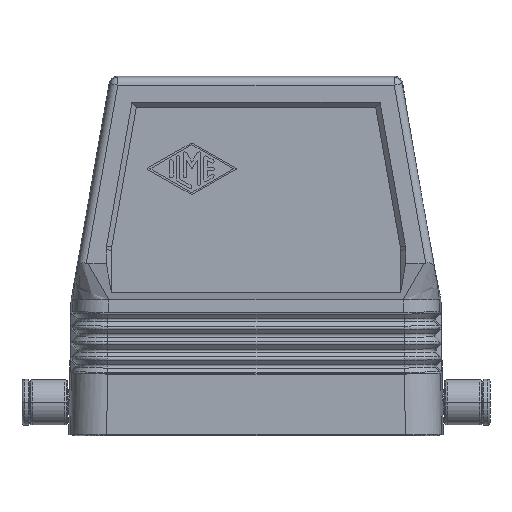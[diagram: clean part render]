
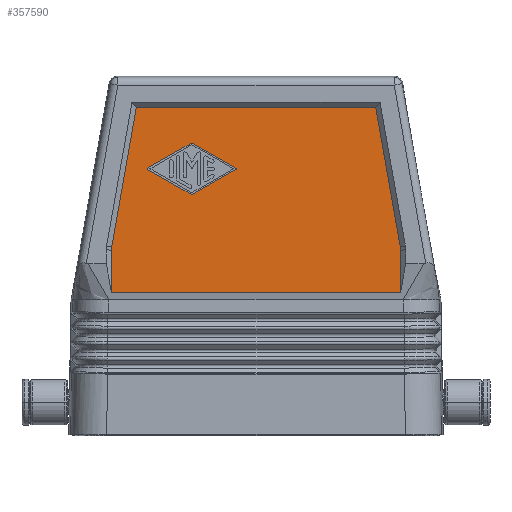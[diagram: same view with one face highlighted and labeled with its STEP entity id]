
A CAD part, left-side view. The second image highlights one B-rep face of the part: STEP entity #357590.
In plain terms, the highlighted planar face has unit normal (-1, 0, 0).
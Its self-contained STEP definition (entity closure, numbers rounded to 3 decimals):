
#174730=CARTESIAN_POINT('',(74.12,-0.695,
36.859));
#174740=VERTEX_POINT('',#174730);
#174920=CARTESIAN_POINT('',(74.12,-0.759,
36.123));
#174930=VERTEX_POINT('',#174920);
#174960=CARTESIAN_POINT('',(74.12,7.729,
35.752));
#174970=DIRECTION('',(1.,0.,0.));
#174980=DIRECTION('',(0.,0.996,-0.087));
#174990=AXIS2_PLACEMENT_3D('',#174960,#174970,#174980);
#175000=ELLIPSE('',#174990,8.504,6.002);
#175010=EDGE_CURVE('',#174740,#174930,#175000,.T.);
#203840=CARTESIAN_POINT('',(74.12,-0.759,
27.871));
#203850=VERTEX_POINT('',#203840);
#203880=CARTESIAN_POINT('',(74.12,-0.759,
34.229));
#203890=DIRECTION('',(0.,0.,1.));
#203900=VECTOR('',#203890,1.);
#203910=LINE('',#203880,#203900);
#203920=EDGE_CURVE('',#203850,#174930,#203910,.T.);
#265830=CARTESIAN_POINT('',(74.12,-1.158,
34.229));
#265840=DIRECTION('',(0.,0.174,0.985));
#265850=VECTOR('',#265840,1.);
#265860=LINE('',#265830,#265850);
#265870=CARTESIAN_POINT('',(74.12,4.087,
64.));
#265880=VERTEX_POINT('',#265870);
#265890=EDGE_CURVE('',#174740,#265880,#265860,.T.);
#267660=CARTESIAN_POINT('',(74.12,55.579,
36.129));
#267670=VERTEX_POINT('',#267660);
#267850=CARTESIAN_POINT('',(74.12,55.515,
36.865));
#267860=VERTEX_POINT('',#267850);
#267890=CARTESIAN_POINT('',(74.12,47.091,
35.758));
#267900=DIRECTION('',(1.,0.,0.));
#267910=DIRECTION('',(0.,0.996,0.087));
#267920=AXIS2_PLACEMENT_3D('',#267890,#267900,#267910);
#267930=ELLIPSE('',#267920,8.504,6.002);
#267940=EDGE_CURVE('',#267670,#267860,#267930,.T.);
#355070=CARTESIAN_POINT('',(74.12,25.163,
64.));
#355080=DIRECTION('',(0.,1.,0.));
#355090=VECTOR('',#355080,1.);
#355100=LINE('',#355070,#355090);
#355110=CARTESIAN_POINT('',(74.12,50.734,
64.));
#355120=VERTEX_POINT('',#355110);
#355130=EDGE_CURVE('',#265880,#355120,#355100,.T.);
#355430=CARTESIAN_POINT('',(74.12,55.979,
34.229));
#355440=DIRECTION('',(0.,-0.174,0.985));
#355450=VECTOR('',#355440,1.);
#355460=LINE('',#355430,#355450);
#355470=EDGE_CURVE('',#267860,#355120,#355460,.T.);
#356360=CARTESIAN_POINT('',(74.12,55.579,
34.229));
#356370=DIRECTION('',(0.,-0.,1.));
#356380=VECTOR('',#356370,1.);
#356390=LINE('',#356360,#356380);
#356400=CARTESIAN_POINT('',(74.12,55.579,
27.871));
#356410=VERTEX_POINT('',#356400);
#356420=EDGE_CURVE('',#356410,#267670,#356390,.T.);
#356690=CARTESIAN_POINT('',(74.12,54.827,
50.993));
#356700=DIRECTION('',(1.,0.,0.));
#356710=DIRECTION('',(0.,1.,0.));
#356720=AXIS2_PLACEMENT_3D('',#356690,#356700,#356710);
#356730=PLANE('',#356720);
#356740=ORIENTED_EDGE('',*,*,#356420,.F.);
#356750=ORIENTED_EDGE('',*,*,#267940,.F.);
#356760=ORIENTED_EDGE('',*,*,#355470,.F.);
#356770=ORIENTED_EDGE('',*,*,#355130,.T.);
#356780=ORIENTED_EDGE('',*,*,#265890,.T.);
#356790=ORIENTED_EDGE('',*,*,#175010,.F.);
#356800=ORIENTED_EDGE('',*,*,#203920,.T.);
#356810=CARTESIAN_POINT('',(74.12,25.163,
27.871));
#356820=DIRECTION('',(0.,1.,0.));
#356830=VECTOR('',#356820,1.);
#356840=LINE('',#356810,#356830);
#356850=EDGE_CURVE('',#203850,#356410,#356840,.T.);
#356860=ORIENTED_EDGE('',*,*,#356850,.F.);
#356870=EDGE_LOOP('',(#356860,#356800,#356790,#356780,#356770,#356760,
#356750,#356740));
#356880=FACE_OUTER_BOUND('',#356870,.T.);
#356890=CARTESIAN_POINT('',(74.12,25.163,
38.523));
#356900=DIRECTION('',(0.,-0.868,-0.496));
#356910=VECTOR('',#356900,1.);
#356920=LINE('',#356890,#356910);
#356930=CARTESIAN_POINT('',(74.12,48.487,
51.855));
#356940=VERTEX_POINT('',#356930);
#356950=CARTESIAN_POINT('',(74.12,40.071,
47.044));
#356960=VERTEX_POINT('',#356950);
#356970=EDGE_CURVE('',#356940,#356960,#356920,.T.);
#356980=ORIENTED_EDGE('',*,*,#356970,.F.);
#356990=CARTESIAN_POINT('',(74.12,39.906,47.334));
#357000=DIRECTION('',(-1.,0.,0.));
#357010=DIRECTION('',(0.,-1.,0.));
#357020=AXIS2_PLACEMENT_3D('',#356990,#357000,#357010);
#357030=CIRCLE('',#357020,0.333);
#357040=CARTESIAN_POINT('',(74.12,39.74,
47.044));
#357050=VERTEX_POINT('',#357040);
#357060=EDGE_CURVE('',#356960,#357050,#357030,.T.);
#357070=ORIENTED_EDGE('',*,*,#357060,.F.);
#357080=CARTESIAN_POINT('',(74.12,25.163,
55.377));
#357090=DIRECTION('',(0.,-0.868,0.496));
#357100=VECTOR('',#357090,1.);
#357110=LINE('',#357080,#357100);
#357120=CARTESIAN_POINT('',(74.12,31.324,
51.855));
#357130=VERTEX_POINT('',#357120);
#357140=EDGE_CURVE('',#357050,#357130,#357110,.T.);
#357150=ORIENTED_EDGE('',*,*,#357140,.F.);
#357160=CARTESIAN_POINT('',(74.12,31.407,52.));
#357170=DIRECTION('',(-1.,0.,0.));
#357180=DIRECTION('',(0.,-1.,0.));
#357190=AXIS2_PLACEMENT_3D('',#357160,#357170,#357180);
#357200=CIRCLE('',#357190,0.167);
#357210=CARTESIAN_POINT('',(74.12,31.324,
52.145));
#357220=VERTEX_POINT('',#357210);
#357230=EDGE_CURVE('',#357130,#357220,#357200,.T.);
#357240=ORIENTED_EDGE('',*,*,#357230,.F.);
#357250=CARTESIAN_POINT('',(74.12,25.163,
48.623));
#357260=DIRECTION('',(0.,0.868,0.496));
#357270=VECTOR('',#357260,1.);
#357280=LINE('',#357250,#357270);
#357290=CARTESIAN_POINT('',(74.12,39.74,
56.956));
#357300=VERTEX_POINT('',#357290);
#357310=EDGE_CURVE('',#357220,#357300,#357280,.T.);
#357320=ORIENTED_EDGE('',*,*,#357310,.F.);
#357330=CARTESIAN_POINT('',(74.12,39.906,56.666));
#357340=DIRECTION('',(-1.,0.,0.));
#357350=DIRECTION('',(0.,-1.,0.));
#357360=AXIS2_PLACEMENT_3D('',#357330,#357340,#357350);
#357370=CIRCLE('',#357360,0.333);
#357380=CARTESIAN_POINT('',(74.12,40.071,
56.956));
#357390=VERTEX_POINT('',#357380);
#357400=EDGE_CURVE('',#357300,#357390,#357370,.T.);
#357410=ORIENTED_EDGE('',*,*,#357400,.F.);
#357420=CARTESIAN_POINT('',(74.12,25.163,
65.477));
#357430=DIRECTION('',(0.,0.868,-0.496));
#357440=VECTOR('',#357430,1.);
#357450=LINE('',#357420,#357440);
#357460=CARTESIAN_POINT('',(74.12,48.487,
52.145));
#357470=VERTEX_POINT('',#357460);
#357480=EDGE_CURVE('',#357390,#357470,#357450,.T.);
#357490=ORIENTED_EDGE('',*,*,#357480,.F.);
#357500=CARTESIAN_POINT('',(74.12,48.405,52.));
#357510=DIRECTION('',(-1.,0.,0.));
#357520=DIRECTION('',(0.,-1.,0.));
#357530=AXIS2_PLACEMENT_3D('',#357500,#357510,#357520);
#357540=CIRCLE('',#357530,0.167);
#357550=EDGE_CURVE('',#357470,#356940,#357540,.T.);
#357560=ORIENTED_EDGE('',*,*,#357550,.F.);
#357570=EDGE_LOOP('',(#357560,#357490,#357410,#357320,#357240,#357150,
#357070,#356980));
#357580=FACE_BOUND('',#357570,.T.);
#357590=ADVANCED_FACE('',(#356880,#357580),#356730,.F.);
